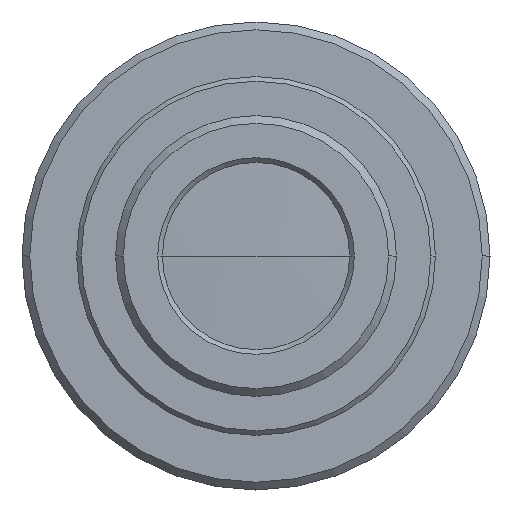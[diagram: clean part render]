
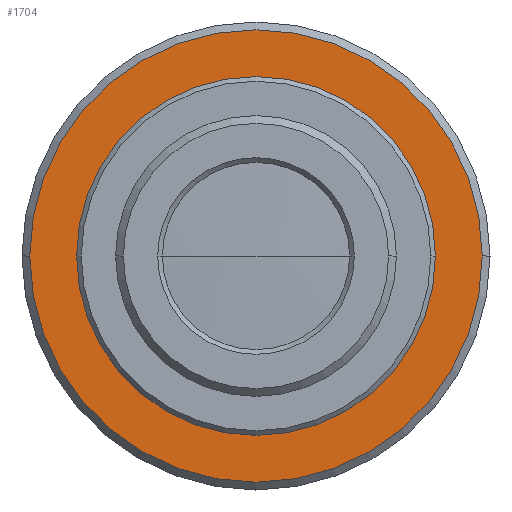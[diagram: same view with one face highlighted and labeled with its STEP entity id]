
A CAD part, left-side view. The second image highlights one B-rep face of the part: STEP entity #1704.
In plain terms, the highlighted planar face has unit normal (-1, 0, 0).
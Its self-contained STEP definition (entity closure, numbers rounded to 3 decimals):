
#27 = CARTESIAN_POINT ( 'NONE',  ( -4., 14.5, 0. ) ) ;
#42 = AXIS2_PLACEMENT_3D ( 'NONE', #962, #1882, #927 ) ;
#61 = ORIENTED_EDGE ( 'NONE', *, *, #1000, .T. ) ;
#84 = VERTEX_POINT ( 'NONE', #1492 ) ;
#155 = EDGE_LOOP ( 'NONE', ( #61, #2423 ) ) ;
#166 = CIRCLE ( 'NONE', #512, 11.2 ) ;
#312 = CIRCLE ( 'NONE', #1380, 11.2 ) ;
#406 = DIRECTION ( 'NONE',  ( 0., 1., 0. ) ) ;
#422 = CARTESIAN_POINT ( 'NONE',  ( -4., 0., 0. ) ) ;
#427 = DIRECTION ( 'NONE',  ( -1., 0., 0. ) ) ;
#430 = DIRECTION ( 'NONE',  ( 0., -1., 0. ) ) ;
#512 = AXIS2_PLACEMENT_3D ( 'NONE', #1444, #783, #1158 ) ;
#609 = CIRCLE ( 'NONE', #1757, 14.5 ) ;
#631 = VERTEX_POINT ( 'NONE', #2496 ) ;
#698 = PLANE ( 'NONE',  #796 ) ;
#783 = DIRECTION ( 'NONE',  ( -1., 0., 0. ) ) ;
#791 = EDGE_CURVE ( 'NONE', #84, #631, #166, .T. ) ;
#796 = AXIS2_PLACEMENT_3D ( 'NONE', #27, #840, #406 ) ;
#840 = DIRECTION ( 'NONE',  ( 1., 0., 0. ) ) ;
#864 = FACE_BOUND ( 'NONE', #1186, .T. ) ;
#927 = DIRECTION ( 'NONE',  ( 0., -1., 0. ) ) ;
#962 = CARTESIAN_POINT ( 'NONE',  ( -4., 0., 0. ) ) ;
#1000 = EDGE_CURVE ( 'NONE', #2095, #1838, #609, .T. ) ;
#1033 = DIRECTION ( 'NONE',  ( 0., -1., 0. ) ) ;
#1040 = CARTESIAN_POINT ( 'NONE',  ( -4., -14.5, 0. ) ) ;
#1158 = DIRECTION ( 'NONE',  ( 0., -1., 0. ) ) ;
#1175 = CARTESIAN_POINT ( 'NONE',  ( -4., 0., 0. ) ) ;
#1186 = EDGE_LOOP ( 'NONE', ( #2295, #2223 ) ) ;
#1240 = EDGE_CURVE ( 'NONE', #1838, #2095, #1534, .T. ) ;
#1380 = AXIS2_PLACEMENT_3D ( 'NONE', #422, #427, #430 ) ;
#1444 = CARTESIAN_POINT ( 'NONE',  ( -4., 0., 0. ) ) ;
#1492 = CARTESIAN_POINT ( 'NONE',  ( -4., -11.2, 0. ) ) ;
#1534 = CIRCLE ( 'NONE', #42, 14.5 ) ;
#1630 = EDGE_CURVE ( 'NONE', #631, #84, #312, .T. ) ;
#1704 = ADVANCED_FACE ( 'NONE', ( #864, #2508 ), #698, .F. ) ;
#1757 = AXIS2_PLACEMENT_3D ( 'NONE', #1175, #2586, #1033 ) ;
#1812 = CARTESIAN_POINT ( 'NONE',  ( -4., 14.5, 0. ) ) ;
#1838 = VERTEX_POINT ( 'NONE', #1040 ) ;
#1882 = DIRECTION ( 'NONE',  ( -1., 0., 0. ) ) ;
#2095 = VERTEX_POINT ( 'NONE', #1812 ) ;
#2223 = ORIENTED_EDGE ( 'NONE', *, *, #1630, .F. ) ;
#2295 = ORIENTED_EDGE ( 'NONE', *, *, #791, .F. ) ;
#2423 = ORIENTED_EDGE ( 'NONE', *, *, #1240, .T. ) ;
#2496 = CARTESIAN_POINT ( 'NONE',  ( -4., 11.2, 0. ) ) ;
#2508 = FACE_OUTER_BOUND ( 'NONE', #155, .T. ) ;
#2586 = DIRECTION ( 'NONE',  ( -1., 0., 0. ) ) ;
